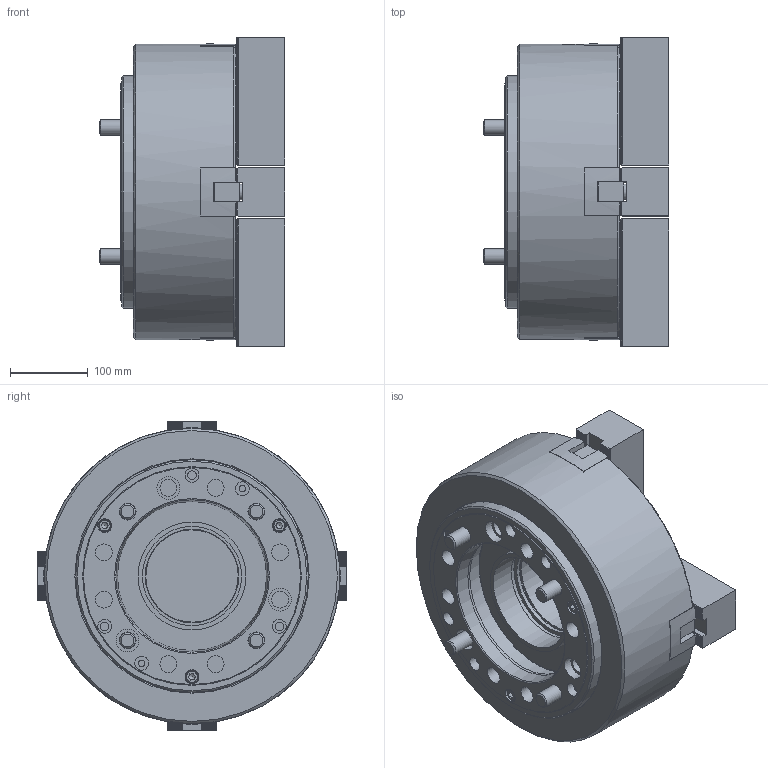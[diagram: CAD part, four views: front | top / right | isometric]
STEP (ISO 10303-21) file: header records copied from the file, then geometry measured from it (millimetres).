
FILE_DESCRIPTION (( 'STEP AP203' ), '1' );
FILE_NAME ('CF-4H-15A11.STEP', '2025-03-04T08:38:48', ( '' ), ( '' ), 'SwSTEP 2.0', 'SolidWorks 2020', '' );
FILE_SCHEMA (( 'CONFIG_CONTROL_DESIGN' ));
Length unit declared in the file: millimetre
Products named in the file (13): SJ-15P; CF-4H-15-01010; 圓頭內六角螺栓_M20x50; CF-4H-15-02010; 圓頭內六角螺栓_M20x150; CF-3H-215-03000; 半圓頭六角孔螺栓_M6x12; CF-3H-215-04020(寬25.5)(T型塊); CF-3H-15-10000-A11法蘭; CF-4H-15-05010; 圓頭內六角螺栓_M10x30; CF-3H-15-08000; CF-4H-15A11
Assembly tree (36 placements, depth 2):
  CF-4H-15A11
    CF-4H-15-01010
    CF-4H-15-02010
    CF-3H-215-03000  x4
    CF-3H-215-04020(寬25.5)(T型塊)  x4
    CF-4H-15-05010
    CF-3H-15-08000
    SJ-15P  x4
    圓頭內六角螺栓_M20x50  x8
    圓頭內六角螺栓_M20x150  x4
    半圓頭六角孔螺栓_M6x12  x4
    CF-3H-15-10000-A11法蘭
    圓頭內六角螺栓_M10x30  x3
Bounding box: 239.25 x 399.5 x 399.5 mm (x, y, z)
Volume: 15832262.2 mm3; surface area: 1416739.7 mm2
Topology: 36 solids, 36 shells, 6727 faces, 19619 edges, 13025 vertices
Faces by surface type: plane 4965, cylinder 1636, cone 120, torus 6
Full cylindrical faces by diameter (mm): 5 x4, 6 x4, 6.6 x4, 8.5 x6, 10 x3, 10.2 x4, 10.5 x4, 11 x10, 16 x3, 17.5 x8, 18 x8, 20 x12, 21 x12, 22 x12, 29.5 x3, 30 x12, 32 x12, 120 x2, 120.5 x1, 125 x2, 128 x1, 131 x1, 139 x1, 140 x1, 192.2 x1, 210 x2, 300 x2, 381 x1
Entity records: 61114 total; most frequent: CARTESIAN_POINT 13048, ORIENTED_EDGE 10346, DIRECTION 8469, EDGE_CURVE 5173, VECTOR 3995, LINE 3995, VERTEX_POINT 3504, AXIS2_PLACEMENT_3D 2237
